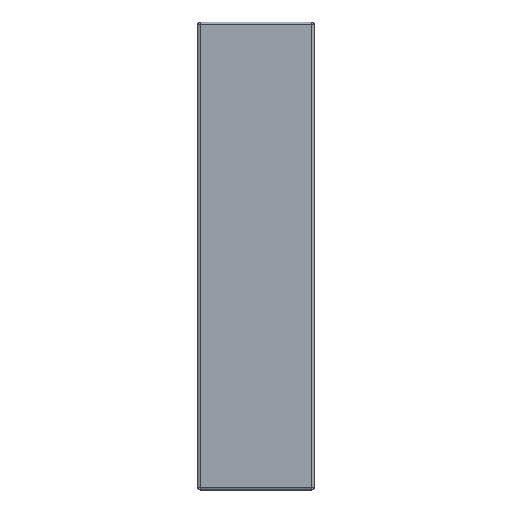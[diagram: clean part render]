
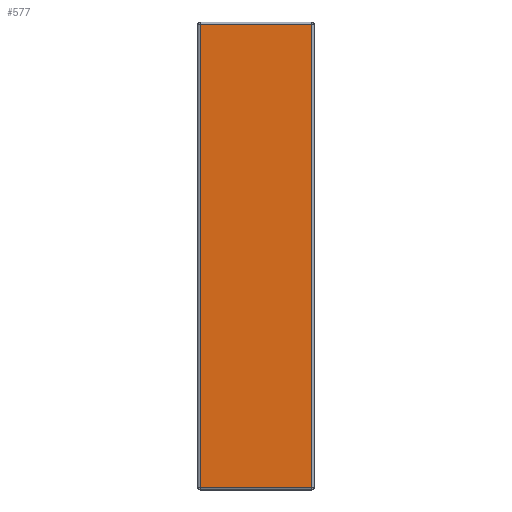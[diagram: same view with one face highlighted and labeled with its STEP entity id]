
A CAD part, front view. The second image highlights one B-rep face of the part: STEP entity #577.
In plain terms, the highlighted planar face has unit normal (0, -1, 0).
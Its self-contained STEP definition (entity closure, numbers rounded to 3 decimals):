
#577 = ADVANCED_FACE( '', ( #1319 ), #1320, .T. );
#1319 = FACE_OUTER_BOUND( '', #6037, .T. );
#1320 = PLANE( '', #6038 );
#6037 = EDGE_LOOP( '', ( #11582, #11583, #11584, #11585 ) );
#6038 = AXIS2_PLACEMENT_3D( '', #11586, #11587, #11588 );
#11582 = ORIENTED_EDGE( '', *, *, #13227, .T. );
#11583 = ORIENTED_EDGE( '', *, *, #12925, .T. );
#11584 = ORIENTED_EDGE( '', *, *, #13228, .T. );
#11585 = ORIENTED_EDGE( '', *, *, #13229, .T. );
#11586 = CARTESIAN_POINT( '', ( 0., 0., 0. ) );
#11587 = DIRECTION( '', ( 0., -1., 0. ) );
#11588 = DIRECTION( '', ( 0., 0., -1. ) );
#12925 = EDGE_CURVE( '', #13913, #13940, #13941, .T. );
#13227 = EDGE_CURVE( '', #13999, #13913, #14361, .T. );
#13228 = EDGE_CURVE( '', #13940, #14362, #14363, .T. );
#13229 = EDGE_CURVE( '', #14362, #13999, #14364, .T. );
#13913 = VERTEX_POINT( '', #15679 );
#13940 = VERTEX_POINT( '', #15741 );
#13941 = LINE( '', #15742, #15743 );
#13999 = VERTEX_POINT( '', #15845 );
#14361 = LINE( '', #16861, #16862 );
#14362 = VERTEX_POINT( '', #16863 );
#14363 = LINE( '', #16864, #16865 );
#14364 = LINE( '', #16866, #16867 );
#15679 = CARTESIAN_POINT( '', ( 72.72, 0., -301.32 ) );
#15741 = CARTESIAN_POINT( '', ( 72.72, 0., 301.32 ) );
#15742 = CARTESIAN_POINT( '', ( 72.72, 0., -304.8 ) );
#15743 = VECTOR( '', #18038, 1000. );
#15845 = CARTESIAN_POINT( '', ( -72.72, 0., -301.32 ) );
#16861 = CARTESIAN_POINT( '', ( 72.72, 0., -301.32 ) );
#16862 = VECTOR( '', #18309, 1000. );
#16863 = CARTESIAN_POINT( '', ( -72.72, 0., 301.32 ) );
#16864 = CARTESIAN_POINT( '', ( -72.72, 0., 301.32 ) );
#16865 = VECTOR( '', #18310, 1000. );
#16866 = CARTESIAN_POINT( '', ( -72.72, 0., 304.8 ) );
#16867 = VECTOR( '', #18311, 1000. );
#18038 = DIRECTION( '', ( 0., 0., 1. ) );
#18309 = DIRECTION( '', ( 1., 0., 0. ) );
#18310 = DIRECTION( '', ( -1., 0., 0. ) );
#18311 = DIRECTION( '', ( 0., 0., -1. ) );
